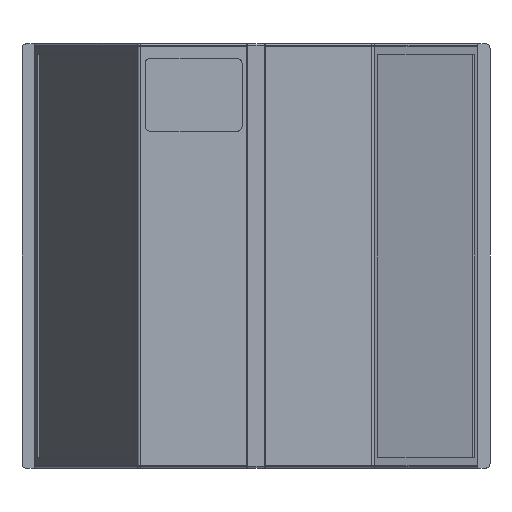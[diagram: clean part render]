
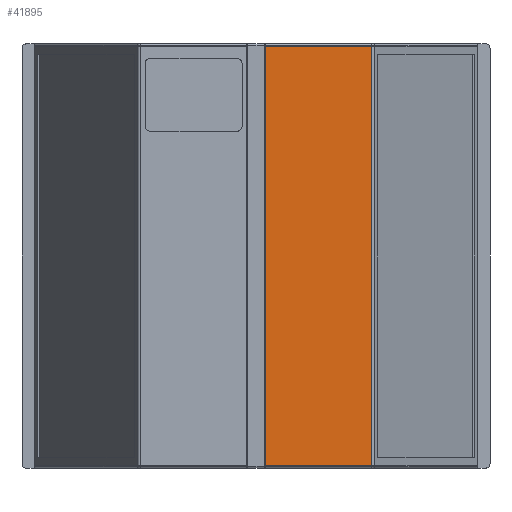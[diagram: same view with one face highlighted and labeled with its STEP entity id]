
A CAD part, front view. The second image highlights one B-rep face of the part: STEP entity #41895.
In plain terms, the highlighted planar face has unit normal (0, -1, 0).
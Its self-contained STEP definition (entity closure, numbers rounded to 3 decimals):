
#2015=PLANE('',#44364);
#3376=FACE_OUTER_BOUND('',#5650,.T.);
#5650=EDGE_LOOP('',(#28734,#28735,#28736,#28737));
#8744=LINE('',#59576,#12912);
#8746=LINE('',#59582,#12914);
#8747=LINE('',#59584,#12915);
#8748=LINE('',#59585,#12916);
#12912=VECTOR('',#48823,10.);
#12914=VECTOR('',#48829,10.);
#12915=VECTOR('',#48830,10.);
#12916=VECTOR('',#48831,10.);
#17850=VERTEX_POINT('',#59572);
#17852=VERTEX_POINT('',#59575);
#17854=VERTEX_POINT('',#59581);
#17855=VERTEX_POINT('',#59583);
#22108=EDGE_CURVE('',#17850,#17852,#8744,.T.);
#22111=EDGE_CURVE('',#17850,#17854,#8746,.T.);
#22112=EDGE_CURVE('',#17854,#17855,#8747,.T.);
#22113=EDGE_CURVE('',#17855,#17852,#8748,.T.);
#28734=ORIENTED_EDGE('',*,*,#22111,.T.);
#28735=ORIENTED_EDGE('',*,*,#22112,.T.);
#28736=ORIENTED_EDGE('',*,*,#22113,.T.);
#28737=ORIENTED_EDGE('',*,*,#22108,.F.);
#41895=ADVANCED_FACE('',(#3376),#2015,.T.);
#44364=AXIS2_PLACEMENT_3D('',#59580,#48827,#48828);
#48823=DIRECTION('',(0.,0.,1.));
#48827=DIRECTION('center_axis',(0.,-1.,0.));
#48828=DIRECTION('ref_axis',(0.,0.,1.));
#48829=DIRECTION('',(1.,0.,0.));
#48830=DIRECTION('',(0.,0.,1.));
#48831=DIRECTION('',(-1.,0.,0.));
#59572=CARTESIAN_POINT('',(7.45,-183.,2.));
#59575=CARTESIAN_POINT('',(7.45,-183.,348.));
#59576=CARTESIAN_POINT('',(7.45,-183.,175.));
#59580=CARTESIAN_POINT('Origin',(7.45,-183.,175.));
#59581=CARTESIAN_POINT('',(95.259,-183.,2.));
#59582=CARTESIAN_POINT('',(0.,-183.,2.));
#59583=CARTESIAN_POINT('',(95.259,-183.,348.));
#59584=CARTESIAN_POINT('',(95.259,-183.,175.));
#59585=CARTESIAN_POINT('',(-97.143,-183.,348.));
